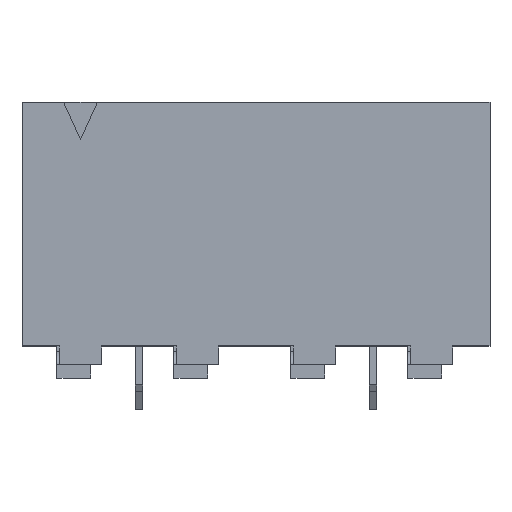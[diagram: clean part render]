
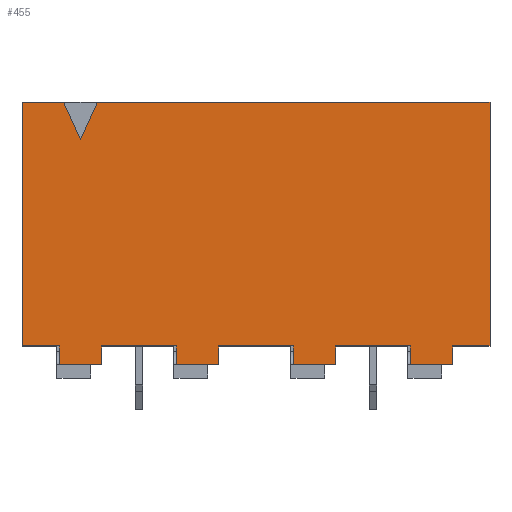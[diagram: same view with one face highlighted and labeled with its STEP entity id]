
A CAD part, top view. The second image highlights one B-rep face of the part: STEP entity #455.
In plain terms, the highlighted planar face has unit normal (0, 0, 1).
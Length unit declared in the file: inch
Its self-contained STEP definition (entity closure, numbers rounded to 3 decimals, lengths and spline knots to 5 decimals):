
#455 = ADVANCED_FACE( '', ( #1012 ), #1013, .F. );
#1012 = FACE_OUTER_BOUND( '', #1695, .T. );
#1013 = PLANE( '', #1696 );
#1695 = EDGE_LOOP( '', ( #2874, #2875, #2876, #2877, #2878, #2879, #2880, #2881, #2882, #2883, #2884, #2885, #2886, #2887, #2888, #2889, #2890, #2891, #2892, #2893, #2894, #2895, #2896 ) );
#1696 = AXIS2_PLACEMENT_3D( '', #2897, #2898, #2899 );
#2874 = ORIENTED_EDGE( '', *, *, #4360, .F. );
#2875 = ORIENTED_EDGE( '', *, *, #4558, .F. );
#2876 = ORIENTED_EDGE( '', *, *, #4559, .F. );
#2877 = ORIENTED_EDGE( '', *, *, #4517, .T. );
#2878 = ORIENTED_EDGE( '', *, *, #4560, .F. );
#2879 = ORIENTED_EDGE( '', *, *, #4253, .F. );
#2880 = ORIENTED_EDGE( '', *, *, #4287, .T. );
#2881 = ORIENTED_EDGE( '', *, *, #4561, .F. );
#2882 = ORIENTED_EDGE( '', *, *, #4562, .F. );
#2883 = ORIENTED_EDGE( '', *, *, #4563, .F. );
#2884 = ORIENTED_EDGE( '', *, *, #4564, .T. );
#2885 = ORIENTED_EDGE( '', *, *, #4146, .F. );
#2886 = ORIENTED_EDGE( '', *, *, #4565, .F. );
#2887 = ORIENTED_EDGE( '', *, *, #4566, .F. );
#2888 = ORIENTED_EDGE( '', *, *, #4553, .T. );
#2889 = ORIENTED_EDGE( '', *, *, #4567, .F. );
#2890 = ORIENTED_EDGE( '', *, *, #4568, .F. );
#2891 = ORIENTED_EDGE( '', *, *, #4569, .F. );
#2892 = ORIENTED_EDGE( '', *, *, #4570, .T. );
#2893 = ORIENTED_EDGE( '', *, *, #4120, .F. );
#2894 = ORIENTED_EDGE( '', *, *, #4571, .F. );
#2895 = ORIENTED_EDGE( '', *, *, #4572, .F. );
#2896 = ORIENTED_EDGE( '', *, *, #4573, .F. );
#2897 = CARTESIAN_POINT( '', ( -0.312, 0.35, 0.1 ) );
#2898 = DIRECTION( '', ( 0., 0., -1. ) );
#2899 = DIRECTION( '', ( -1., 0., 0. ) );
#4120 = EDGE_CURVE( '', #4919, #4921, #4922, .T. );
#4146 = EDGE_CURVE( '', #4967, #4969, #4970, .T. );
#4253 = EDGE_CURVE( '', #5158, #5160, #5161, .T. );
#4287 = EDGE_CURVE( '', #5158, #5217, #5219, .T. );
#4360 = EDGE_CURVE( '', #5339, #5340, #5341, .T. );
#4517 = EDGE_CURVE( '', #5588, #5586, #5589, .T. );
#4553 = EDGE_CURVE( '', #5642, #5643, #5644, .T. );
#4558 = EDGE_CURVE( '', #5651, #5339, #5652, .T. );
#4559 = EDGE_CURVE( '', #5588, #5651, #5653, .T. );
#4560 = EDGE_CURVE( '', #5160, #5586, #5654, .T. );
#4561 = EDGE_CURVE( '', #5655, #5217, #5656, .T. );
#4562 = EDGE_CURVE( '', #5657, #5655, #5658, .T. );
#4563 = EDGE_CURVE( '', #5659, #5657, #5660, .T. );
#4564 = EDGE_CURVE( '', #5659, #4969, #5661, .T. );
#4565 = EDGE_CURVE( '', #5662, #4967, #5663, .T. );
#4566 = EDGE_CURVE( '', #5642, #5662, #5664, .T. );
#4567 = EDGE_CURVE( '', #5665, #5643, #5666, .T. );
#4568 = EDGE_CURVE( '', #5667, #5665, #5668, .T. );
#4569 = EDGE_CURVE( '', #5669, #5667, #5670, .T. );
#4570 = EDGE_CURVE( '', #5669, #4921, #5671, .T. );
#4571 = EDGE_CURVE( '', #5672, #4919, #5673, .T. );
#4572 = EDGE_CURVE( '', #5674, #5672, #5675, .T. );
#4573 = EDGE_CURVE( '', #5340, #5674, #5676, .T. );
#4919 = VERTEX_POINT( '', #6108 );
#4921 = VERTEX_POINT( '', #6111 );
#4922 = LINE( '', #6112, #6113 );
#4967 = VERTEX_POINT( '', #6176 );
#4969 = VERTEX_POINT( '', #6179 );
#4970 = LINE( '', #6180, #6181 );
#5158 = VERTEX_POINT( '', #6441 );
#5160 = VERTEX_POINT( '', #6444 );
#5161 = LINE( '', #6445, #6446 );
#5217 = VERTEX_POINT( '', #6525 );
#5219 = LINE( '', #6528, #6529 );
#5339 = VERTEX_POINT( '', #6702 );
#5340 = VERTEX_POINT( '', #6703 );
#5341 = LINE( '', #6704, #6705 );
#5586 = VERTEX_POINT( '', #7059 );
#5588 = VERTEX_POINT( '', #7062 );
#5589 = LINE( '', #7063, #7064 );
#5642 = VERTEX_POINT( '', #7138 );
#5643 = VERTEX_POINT( '', #7139 );
#5644 = LINE( '', #7140, #7141 );
#5651 = VERTEX_POINT( '', #7151 );
#5652 = LINE( '', #7152, #7153 );
#5653 = LINE( '', #7154, #7155 );
#5654 = LINE( '', #7156, #7157 );
#5655 = VERTEX_POINT( '', #7158 );
#5656 = LINE( '', #7159, #7160 );
#5657 = VERTEX_POINT( '', #7161 );
#5658 = LINE( '', #7162, #7163 );
#5659 = VERTEX_POINT( '', #7164 );
#5660 = LINE( '', #7165, #7166 );
#5661 = LINE( '', #7167, #7168 );
#5662 = VERTEX_POINT( '', #7169 );
#5663 = LINE( '', #7170, #7171 );
#5664 = LINE( '', #7172, #7173 );
#5665 = VERTEX_POINT( '', #7174 );
#5666 = LINE( '', #7175, #7176 );
#5667 = VERTEX_POINT( '', #7177 );
#5668 = LINE( '', #7178, #7179 );
#5669 = VERTEX_POINT( '', #7180 );
#5670 = LINE( '', #7181, #7182 );
#5671 = LINE( '', #7183, #7184 );
#5672 = VERTEX_POINT( '', #7185 );
#5673 = LINE( '', #7186, #7187 );
#5674 = VERTEX_POINT( '', #7188 );
#5675 = LINE( '', #7189, #7190 );
#5676 = LINE( '', #7191, #7192 );
#6108 = CARTESIAN_POINT( '', ( 0.262, 0.025, 0.1 ) );
#6111 = CARTESIAN_POINT( '', ( 0.262, 0., 0.1 ) );
#6112 = CARTESIAN_POINT( '', ( 0.262, 0.025, 0.1 ) );
#6113 = VECTOR( '', #7826, 39.37008 );
#6176 = CARTESIAN_POINT( '', ( -0.05, 0.025, 0.1 ) );
#6179 = CARTESIAN_POINT( '', ( -0.05, 0., 0.1 ) );
#6180 = CARTESIAN_POINT( '', ( -0.05, 0.025, 0.1 ) );
#6181 = VECTOR( '', #7852, 39.37008 );
#6441 = CARTESIAN_POINT( '', ( -0.262, 0., 0.1 ) );
#6444 = CARTESIAN_POINT( '', ( -0.262, 0.025, 0.1 ) );
#6445 = CARTESIAN_POINT( '', ( -0.262, 0., 0.1 ) );
#6446 = VECTOR( '', #7968, 39.37008 );
#6525 = CARTESIAN_POINT( '', ( -0.206, 0., 0.1 ) );
#6528 = CARTESIAN_POINT( '', ( -0.312, 0., 0.1 ) );
#6529 = VECTOR( '', #8002, 39.37008 );
#6702 = CARTESIAN_POINT( '', ( -0.234, 0.3, 0.1 ) );
#6703 = CARTESIAN_POINT( '', ( -0.2115, 0.35, 0.1 ) );
#6704 = CARTESIAN_POINT( '', ( -0.234, 0.3, 0.1 ) );
#6705 = VECTOR( '', #8068, 39.37008 );
#7059 = CARTESIAN_POINT( '', ( -0.312, 0.025, 0.1 ) );
#7062 = CARTESIAN_POINT( '', ( -0.312, 0.35, 0.1 ) );
#7063 = CARTESIAN_POINT( '', ( -0.312, 0.35, 0.1 ) );
#7064 = VECTOR( '', #8215, 39.37008 );
#7138 = CARTESIAN_POINT( '', ( 0.05, 0., 0.1 ) );
#7139 = CARTESIAN_POINT( '', ( 0.106, 0., 0.1 ) );
#7140 = CARTESIAN_POINT( '', ( -0.312, 0., 0.1 ) );
#7141 = VECTOR( '', #8252, 39.37008 );
#7151 = CARTESIAN_POINT( '', ( -0.2565, 0.35, 0.1 ) );
#7152 = CARTESIAN_POINT( '', ( -0.2565, 0.35, 0.1 ) );
#7153 = VECTOR( '', #8256, 39.37008 );
#7154 = CARTESIAN_POINT( '', ( -0.312, 0.35, 0.1 ) );
#7155 = VECTOR( '', #8257, 39.37008 );
#7156 = CARTESIAN_POINT( '', ( -0.262, 0.025, 0.1 ) );
#7157 = VECTOR( '', #8258, 39.37008 );
#7158 = CARTESIAN_POINT( '', ( -0.206, 0.025, 0.1 ) );
#7159 = CARTESIAN_POINT( '', ( -0.206, 0.025, 0.1 ) );
#7160 = VECTOR( '', #8259, 39.37008 );
#7161 = CARTESIAN_POINT( '', ( -0.106, 0.025, 0.1 ) );
#7162 = CARTESIAN_POINT( '', ( -0.106, 0.025, 0.1 ) );
#7163 = VECTOR( '', #8260, 39.37008 );
#7164 = CARTESIAN_POINT( '', ( -0.106, 0., 0.1 ) );
#7165 = CARTESIAN_POINT( '', ( -0.106, 0., 0.1 ) );
#7166 = VECTOR( '', #8261, 39.37008 );
#7167 = CARTESIAN_POINT( '', ( -0.312, 0., 0.1 ) );
#7168 = VECTOR( '', #8262, 39.37008 );
#7169 = CARTESIAN_POINT( '', ( 0.05, 0.025, 0.1 ) );
#7170 = CARTESIAN_POINT( '', ( 0.05, 0.025, 0.1 ) );
#7171 = VECTOR( '', #8263, 39.37008 );
#7172 = CARTESIAN_POINT( '', ( 0.05, 0., 0.1 ) );
#7173 = VECTOR( '', #8264, 39.37008 );
#7174 = CARTESIAN_POINT( '', ( 0.106, 0.025, 0.1 ) );
#7175 = CARTESIAN_POINT( '', ( 0.106, 0.025, 0.1 ) );
#7176 = VECTOR( '', #8265, 39.37008 );
#7177 = CARTESIAN_POINT( '', ( 0.206, 0.025, 0.1 ) );
#7178 = CARTESIAN_POINT( '', ( 0.206, 0.025, 0.1 ) );
#7179 = VECTOR( '', #8266, 39.37008 );
#7180 = CARTESIAN_POINT( '', ( 0.206, 0., 0.1 ) );
#7181 = CARTESIAN_POINT( '', ( 0.206, 0., 0.1 ) );
#7182 = VECTOR( '', #8267, 39.37008 );
#7183 = CARTESIAN_POINT( '', ( -0.312, 0., 0.1 ) );
#7184 = VECTOR( '', #8268, 39.37008 );
#7185 = CARTESIAN_POINT( '', ( 0.312, 0.025, 0.1 ) );
#7186 = CARTESIAN_POINT( '', ( 0.362, 0.025, 0.1 ) );
#7187 = VECTOR( '', #8269, 39.37008 );
#7188 = CARTESIAN_POINT( '', ( 0.312, 0.35, 0.1 ) );
#7189 = CARTESIAN_POINT( '', ( 0.312, 0.35, 0.1 ) );
#7190 = VECTOR( '', #8270, 39.37008 );
#7191 = CARTESIAN_POINT( '', ( -0.312, 0.35, 0.1 ) );
#7192 = VECTOR( '', #8271, 39.37008 );
#7826 = DIRECTION( '', ( 0., -1., 0. ) );
#7852 = DIRECTION( '', ( 0., -1., 0. ) );
#7968 = DIRECTION( '', ( 0., 1., 0. ) );
#8002 = DIRECTION( '', ( 1., 0., 0. ) );
#8068 = DIRECTION( '', ( 0.41, 0.912, 0. ) );
#8215 = DIRECTION( '', ( 0., -1., 0. ) );
#8252 = DIRECTION( '', ( 1., 0., 0. ) );
#8256 = DIRECTION( '', ( 0.41, -0.912, 0. ) );
#8257 = DIRECTION( '', ( 1., 0., 0. ) );
#8258 = DIRECTION( '', ( -1., 0., 0. ) );
#8259 = DIRECTION( '', ( 0., -1., 0. ) );
#8260 = DIRECTION( '', ( -1., 0., 0. ) );
#8261 = DIRECTION( '', ( 0., 1., 0. ) );
#8262 = DIRECTION( '', ( 1., 0., 0. ) );
#8263 = DIRECTION( '', ( -1., 0., 0. ) );
#8264 = DIRECTION( '', ( 0., 1., 0. ) );
#8265 = DIRECTION( '', ( 0., -1., 0. ) );
#8266 = DIRECTION( '', ( -1., 0., 0. ) );
#8267 = DIRECTION( '', ( 0., 1., 0. ) );
#8268 = DIRECTION( '', ( 1., 0., 0. ) );
#8269 = DIRECTION( '', ( -1., 0., 0. ) );
#8270 = DIRECTION( '', ( 0., -1., 0. ) );
#8271 = DIRECTION( '', ( 1., 0., 0. ) );
